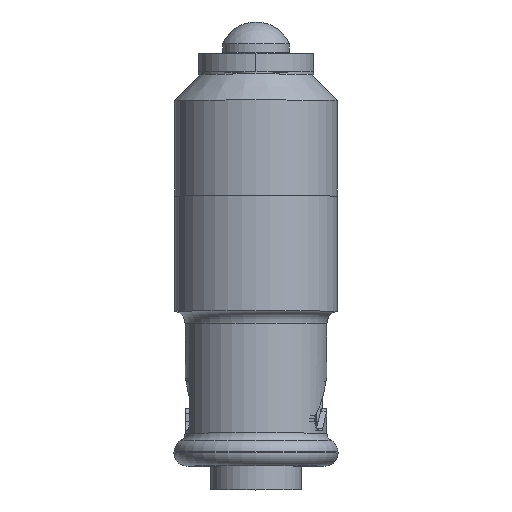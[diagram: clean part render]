
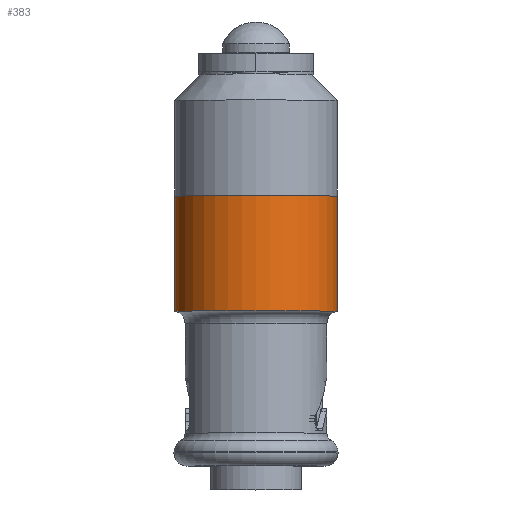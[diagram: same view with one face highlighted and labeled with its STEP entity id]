
A CAD part, top view. The second image highlights one B-rep face of the part: STEP entity #383.
In plain terms, the highlighted cylindrical face has radius 4.775 mm (diameter 9.55 mm), a partial arc.
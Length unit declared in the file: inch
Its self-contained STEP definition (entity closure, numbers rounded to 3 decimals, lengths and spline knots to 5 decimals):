
#223 = VERTEX_POINT ( 'NONE', #2582 ) ;
#240 = VERTEX_POINT ( 'NONE', #2577 ) ;
#313 = VERTEX_POINT ( 'NONE', #4320 ) ;
#358 = VERTEX_POINT ( 'NONE', #4326 ) ;
#368 = EDGE_CURVE ( 'NONE', #313, #223, #4285, .T. ) ;
#378 = ORIENTED_EDGE ( 'NONE', *, *, #368, .T. ) ;
#381 = EDGE_LOOP ( 'NONE', ( #384, #378, #691, #572 ) ) ;
#382 = EDGE_CURVE ( 'NONE', #313, #240, #4262, .T. ) ;
#383 = ADVANCED_FACE ( 'NONE', ( #4225 ), #4216, .T. ) ;
#384 = ORIENTED_EDGE ( 'NONE', *, *, #382, .F. ) ;
#571 = EDGE_CURVE ( 'NONE', #223, #358, #4675, .T. ) ;
#572 = ORIENTED_EDGE ( 'NONE', *, *, #641, .F. ) ;
#641 = EDGE_CURVE ( 'NONE', #240, #358, #3783, .T. ) ;
#691 = ORIENTED_EDGE ( 'NONE', *, *, #571, .T. ) ;
#2577 = CARTESIAN_POINT ( 'NONE',  ( -0.188, 0., 0.265 ) ) ;
#2582 = CARTESIAN_POINT ( 'NONE',  ( 0.188, 0., 0. ) ) ;
#3754 = DIRECTION ( 'NONE',  ( 0., 0., -1. ) ) ;
#3755 = VECTOR ( 'NONE', #3754, 39.37008 ) ;
#3764 = CARTESIAN_POINT ( 'NONE',  ( -0.188, 0., 0.265 ) ) ;
#3783 = LINE ( 'NONE', #3764, #3755 ) ;
#4209 = DIRECTION ( 'NONE',  ( -1., 0., 0. ) ) ;
#4211 = DIRECTION ( 'NONE',  ( 0., 0., -1. ) ) ;
#4212 = DIRECTION ( 'NONE',  ( 1., 0., 0. ) ) ;
#4213 = DIRECTION ( 'NONE',  ( 0., 0., 1. ) ) ;
#4214 = CARTESIAN_POINT ( 'NONE',  ( 0., 0., 0.265 ) ) ;
#4216 = CYLINDRICAL_SURFACE ( 'NONE', #4267, 0.188 ) ;
#4217 = CARTESIAN_POINT ( 'NONE',  ( 0., 0., 0.265 ) ) ;
#4225 = FACE_OUTER_BOUND ( 'NONE', #381, .T. ) ;
#4262 = CIRCLE ( 'NONE', #4264, 0.188 ) ;
#4264 = AXIS2_PLACEMENT_3D ( 'NONE', #4214, #4213, #4212 ) ;
#4267 = AXIS2_PLACEMENT_3D ( 'NONE', #4217, #4211, #4209 ) ;
#4278 = DIRECTION ( 'NONE',  ( 0., 0., -1. ) ) ;
#4279 = VECTOR ( 'NONE', #4278, 39.37008 ) ;
#4280 = CARTESIAN_POINT ( 'NONE',  ( 0.188, 0., 0.265 ) ) ;
#4285 = LINE ( 'NONE', #4280, #4279 ) ;
#4320 = CARTESIAN_POINT ( 'NONE',  ( 0.188, 0., 0.265 ) ) ;
#4326 = CARTESIAN_POINT ( 'NONE',  ( -0.188, 0., 0. ) ) ;
#4666 = DIRECTION ( 'NONE',  ( 1., 0., 0. ) ) ;
#4667 = DIRECTION ( 'NONE',  ( 0., 0., 1. ) ) ;
#4668 = CARTESIAN_POINT ( 'NONE',  ( 0., 0., 0. ) ) ;
#4670 = AXIS2_PLACEMENT_3D ( 'NONE', #4668, #4667, #4666 ) ;
#4675 = CIRCLE ( 'NONE', #4670, 0.188 ) ;
